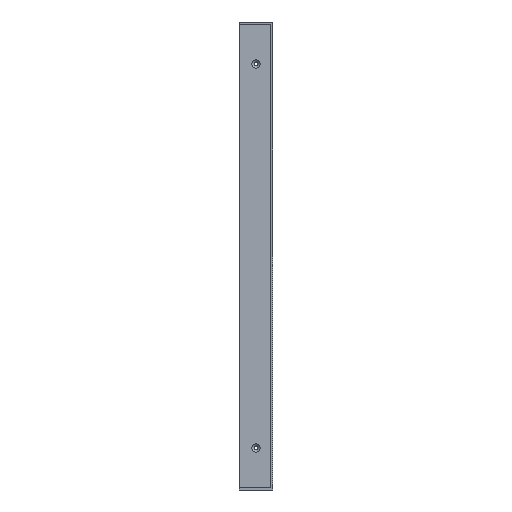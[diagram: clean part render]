
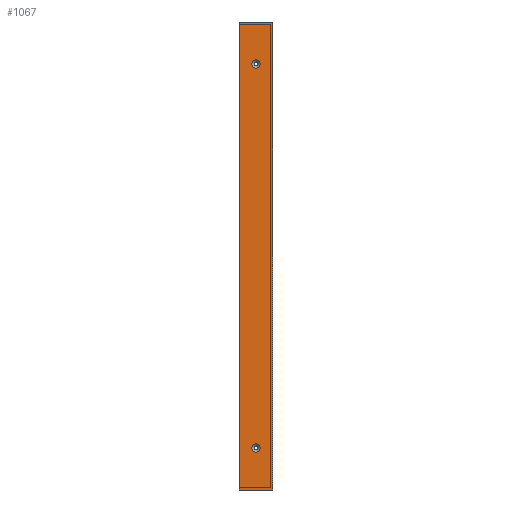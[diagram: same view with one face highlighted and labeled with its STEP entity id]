
A CAD part, left-side view. The second image highlights one B-rep face of the part: STEP entity #1067.
In plain terms, the highlighted planar face has unit normal (-1, 0, 0).
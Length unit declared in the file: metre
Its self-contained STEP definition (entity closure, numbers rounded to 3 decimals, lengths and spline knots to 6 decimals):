
#91=CIRCLE('',#1222,0.0034);
#92=CIRCLE('',#1223,0.0034);
#299=ORIENTED_EDGE('',*,*,#449,.F.);
#300=ORIENTED_EDGE('',*,*,#447,.T.);
#301=ORIENTED_EDGE('',*,*,#451,.T.);
#302=ORIENTED_EDGE('',*,*,#452,.F.);
#303=ORIENTED_EDGE('',*,*,#453,.T.);
#304=ORIENTED_EDGE('',*,*,#454,.F.);
#447=EDGE_CURVE('',#548,#552,#630,.F.);
#449=EDGE_CURVE('',#548,#554,#632,.T.);
#451=EDGE_CURVE('',#552,#555,#634,.T.);
#452=EDGE_CURVE('',#554,#555,#635,.F.);
#453=EDGE_CURVE('',#556,#556,#91,.F.);
#454=EDGE_CURVE('',#557,#557,#92,.F.);
#548=VERTEX_POINT('',#1786);
#552=VERTEX_POINT('',#1794);
#554=VERTEX_POINT('',#1800);
#555=VERTEX_POINT('',#1804);
#556=VERTEX_POINT('',#1807);
#557=VERTEX_POINT('',#1809);
#630=LINE('',#1795,#702);
#632=LINE('',#1799,#704);
#634=LINE('',#1803,#706);
#635=LINE('',#1805,#707);
#702=VECTOR('',#1494,1.);
#704=VECTOR('',#1498,1.);
#706=VECTOR('',#1502,1.);
#707=VECTOR('',#1503,1.);
#819=EDGE_LOOP('',(#299,#300,#301,#302));
#820=EDGE_LOOP('',(#303));
#821=EDGE_LOOP('',(#304));
#953=FACE_BOUND('',#819,.T.);
#954=FACE_BOUND('',#820,.T.);
#955=FACE_BOUND('',#821,.T.);
#1009=PLANE('',#1221);
#1067=ADVANCED_FACE('',(#953,#954,#955),#1009,.T.);
#1221=AXIS2_PLACEMENT_3D('',#1802,#1500,#1501);
#1222=AXIS2_PLACEMENT_3D('',#1806,#1504,#1505);
#1223=AXIS2_PLACEMENT_3D('',#1808,#1506,#1507);
#1494=DIRECTION('',(0.,1.,0.));
#1498=DIRECTION('',(0.,0.,1.));
#1500=DIRECTION('',(-1.,0.,0.));
#1501=DIRECTION('',(0.,0.,1.));
#1502=DIRECTION('',(0.,0.,1.));
#1503=DIRECTION('',(0.,1.,0.));
#1504=DIRECTION('',(-1.,0.,0.));
#1505=DIRECTION('',(0.,0.,1.));
#1506=DIRECTION('',(1.,0.,0.));
#1507=DIRECTION('',(0.,0.,-1.));
#1786=CARTESIAN_POINT('',(-0.255,0.014,-0.195));
#1794=CARTESIAN_POINT('',(-0.255,-0.014,-0.195));
#1795=CARTESIAN_POINT('',(-0.255,0.,-0.195));
#1799=CARTESIAN_POINT('',(-0.255,0.014,-0.181));
#1800=CARTESIAN_POINT('',(-0.255,0.014,0.195));
#1802=CARTESIAN_POINT('',(-0.255,0.,-0.181));
#1803=CARTESIAN_POINT('',(-0.255,-0.014,-0.181));
#1804=CARTESIAN_POINT('',(-0.255,-0.014,0.195));
#1805=CARTESIAN_POINT('',(-0.255,0.,0.195));
#1806=CARTESIAN_POINT('',(-0.255,0.,-0.16));
#1807=CARTESIAN_POINT('',(-0.255,0.,-0.1566));
#1808=CARTESIAN_POINT('',(-0.255,0.,0.16));
#1809=CARTESIAN_POINT('',(-0.255,0.,0.1566));
